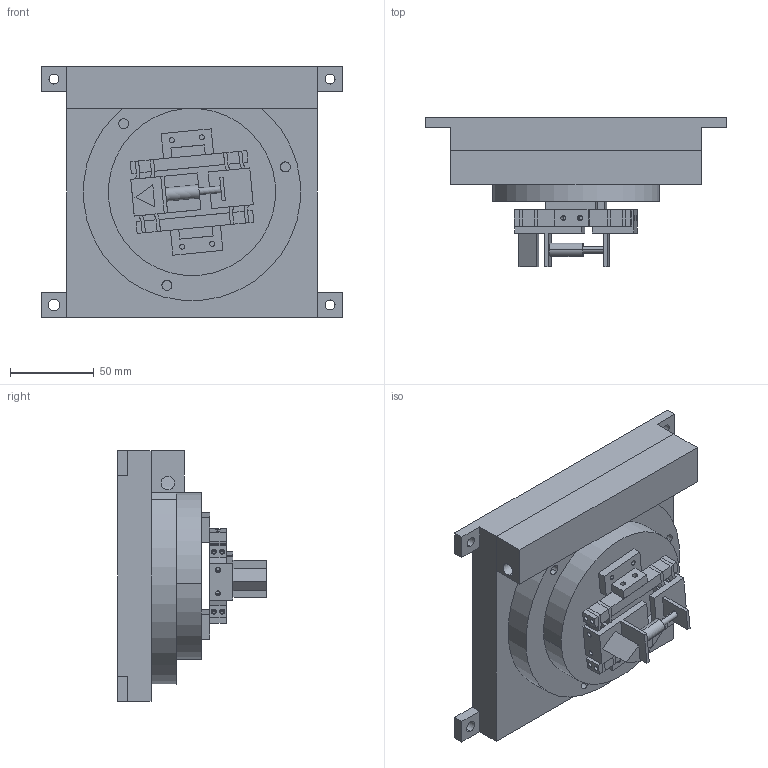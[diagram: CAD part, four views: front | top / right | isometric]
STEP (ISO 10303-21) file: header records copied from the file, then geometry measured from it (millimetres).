
FILE_DESCRIPTION (( 'STEP AP214' ), '1' );
FILE_NAME ('ñáîðêà îáùàÿ2.STEP', '2017-03-20T13:29:41', ( 'Èëüÿ' ), ( '' ), 'SwSTEP 2.0', 'SolidWorks 2016', '' );
FILE_SCHEMA (( 'AUTOMOTIVE_DESIGN' ));
Length unit declared in the file: millimetre
Products named in the file (11): ïðóæèíû; êðóãëàÿ ïëèòà; êðóãëàÿ ïëèòà íåïîäâèæíàÿ; íèæíÿÿ ÷àñòü; ÷åðâÿê; 鼁闉罻 瀔鵵鴈; êðåïåæü ñòîëèêà ê ïðóæèíàì (ïðèçìà); ñáîðêà îáùàÿ2; êðåïåæü ñòîëèêà ê ïðóæèíàì; êðåïåæ êðåïåæà ïðóæèí; 膴樖樉 瀔鵵鴈
Assembly tree (15 placements, depth 3):
  ñáîðêà îáùàÿ2
    íèæíÿÿ ÷àñòü
    êðóãëàÿ ïëèòà
    ÷åðâÿê
    鼁闉罻 瀔鵵鴈
      ïðóæèíû  x4
      膴樖樉 瀔鵵鴈  x2
      êðåïåæ êðåïåæà ïðóæèí  x2
      êðåïåæü ñòîëèêà ê ïðóæèíàì
      êðåïåæü ñòîëèêà ê ïðóæèíàì (ïðèçìà)
    êðóãëàÿ ïëèòà íåïîäâèæíàÿ
Bounding box: 180 x 89 x 150 mm (x, y, z)
Volume: 849444.7 mm3; surface area: 157185.1 mm2
Topology: 22 solids, 22 shells, 392 faces, 975 edges, 650 vertices
Faces by surface type: plane 202, cylinder 190
Entity records: 8195 total; most frequent: CARTESIAN_POINT 1470, DIRECTION 1341, ORIENTED_EDGE 1206, EDGE_CURVE 603, AXIS2_PLACEMENT_3D 481, VERTEX_POINT 402, LINE 379, VECTOR 379
